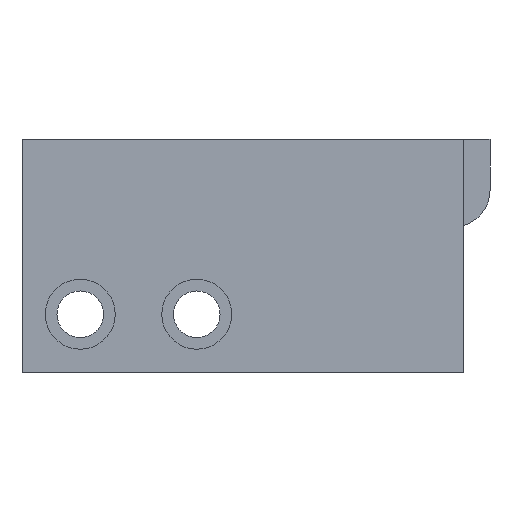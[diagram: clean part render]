
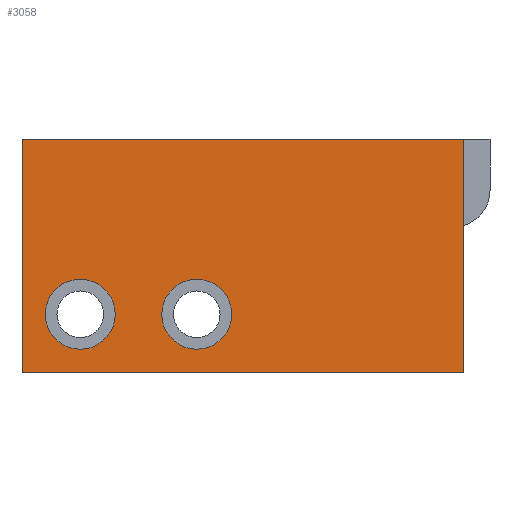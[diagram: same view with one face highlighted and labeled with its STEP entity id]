
A CAD part, front view. The second image highlights one B-rep face of the part: STEP entity #3058.
In plain terms, the highlighted planar face has unit normal (0, -1, 0).
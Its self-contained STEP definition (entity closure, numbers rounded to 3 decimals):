
#85 = CARTESIAN_POINT ( 'NONE',  ( 2.867, 0., -5. ) ) ;
#96 = EDGE_CURVE ( 'NONE', #1894, #303, #2570, .T. ) ;
#151 = LINE ( 'NONE', #1972, #1365 ) ;
#173 = CIRCLE ( 'NONE', #1020, 1.2 ) ;
#303 = VERTEX_POINT ( 'NONE', #2350 ) ;
#404 = DIRECTION ( 'NONE',  ( 0., 0., -1. ) ) ;
#479 = CARTESIAN_POINT ( 'NONE',  ( -10.3, 0., -1.8 ) ) ;
#485 = EDGE_CURVE ( 'NONE', #2143, #2338, #173, .T. ) ;
#493 = DIRECTION ( 'NONE',  ( 0., -1., 0. ) ) ;
#502 = VERTEX_POINT ( 'NONE', #1515 ) ;
#515 = ORIENTED_EDGE ( 'NONE', *, *, #886, .F. ) ;
#518 = CARTESIAN_POINT ( 'NONE',  ( 2.867, 0., 3. ) ) ;
#596 = AXIS2_PLACEMENT_3D ( 'NONE', #2789, #493, #404 ) ;
#608 = EDGE_CURVE ( 'NONE', #2130, #2288, #863, .T. ) ;
#629 = EDGE_CURVE ( 'NONE', #2288, #2130, #1089, .T. ) ;
#636 = EDGE_CURVE ( 'NONE', #1140, #1894, #151, .T. ) ;
#675 = DIRECTION ( 'NONE',  ( 0., 0., -1. ) ) ;
#784 = DIRECTION ( 'NONE',  ( -1., 0., 0. ) ) ;
#822 = ORIENTED_EDGE ( 'NONE', *, *, #485, .F. ) ;
#863 = CIRCLE ( 'NONE', #596, 1.2 ) ;
#886 = EDGE_CURVE ( 'NONE', #2338, #2143, #2420, .T. ) ;
#890 = DIRECTION ( 'NONE',  ( 0., -1., 0. ) ) ;
#1020 = AXIS2_PLACEMENT_3D ( 'NONE', #3182, #890, #675 ) ;
#1089 = CIRCLE ( 'NONE', #2964, 1.2 ) ;
#1140 = VERTEX_POINT ( 'NONE', #1582 ) ;
#1224 = EDGE_CURVE ( 'NONE', #1140, #502, #2424, .T. ) ;
#1266 = EDGE_LOOP ( 'NONE', ( #2212, #1367 ) ) ;
#1271 = FACE_BOUND ( 'NONE', #1266, .T. ) ;
#1305 = PLANE ( 'NONE',  #1734 ) ;
#1365 = VECTOR ( 'NONE', #1495, 1000. ) ;
#1367 = ORIENTED_EDGE ( 'NONE', *, *, #608, .F. ) ;
#1400 = CARTESIAN_POINT ( 'NONE',  ( -6.3, 0., -3. ) ) ;
#1495 = DIRECTION ( 'NONE',  ( 1., 0., 0. ) ) ;
#1515 = CARTESIAN_POINT ( 'NONE',  ( -12.3, 0., -5. ) ) ;
#1523 = VECTOR ( 'NONE', #2671, 1000. ) ;
#1532 = ORIENTED_EDGE ( 'NONE', *, *, #636, .F. ) ;
#1563 = EDGE_LOOP ( 'NONE', ( #515, #822 ) ) ;
#1567 = ORIENTED_EDGE ( 'NONE', *, *, #3183, .F. ) ;
#1582 = CARTESIAN_POINT ( 'NONE',  ( -12.3, 0., 3. ) ) ;
#1583 = CARTESIAN_POINT ( 'NONE',  ( -10.3, 0., -4.2 ) ) ;
#1601 = CARTESIAN_POINT ( 'NONE',  ( 2.867, 0., 3. ) ) ;
#1729 = AXIS2_PLACEMENT_3D ( 'NONE', #1400, #2384, #2414 ) ;
#1734 = AXIS2_PLACEMENT_3D ( 'NONE', #3079, #1775, #784 ) ;
#1775 = DIRECTION ( 'NONE',  ( 0., 1., 0. ) ) ;
#1808 = DIRECTION ( 'NONE',  ( 0., 0., -1. ) ) ;
#1894 = VERTEX_POINT ( 'NONE', #1601 ) ;
#1972 = CARTESIAN_POINT ( 'NONE',  ( 2.867, 0., 3. ) ) ;
#2055 = FACE_OUTER_BOUND ( 'NONE', #2723, .T. ) ;
#2130 = VERTEX_POINT ( 'NONE', #479 ) ;
#2141 = CARTESIAN_POINT ( 'NONE',  ( -6.3, 0., -4.2 ) ) ;
#2143 = VERTEX_POINT ( 'NONE', #2972 ) ;
#2212 = ORIENTED_EDGE ( 'NONE', *, *, #629, .F. ) ;
#2288 = VERTEX_POINT ( 'NONE', #1583 ) ;
#2338 = VERTEX_POINT ( 'NONE', #2141 ) ;
#2350 = CARTESIAN_POINT ( 'NONE',  ( 2.867, 0., -5. ) ) ;
#2384 = DIRECTION ( 'NONE',  ( 0., -1., 0. ) ) ;
#2414 = DIRECTION ( 'NONE',  ( 0., 0., -1. ) ) ;
#2420 = CIRCLE ( 'NONE', #1729, 1.2 ) ;
#2424 = LINE ( 'NONE', #3161, #2606 ) ;
#2439 = CARTESIAN_POINT ( 'NONE',  ( -10.3, 0., -3. ) ) ;
#2570 = LINE ( 'NONE', #518, #2921 ) ;
#2573 = FACE_BOUND ( 'NONE', #1563, .T. ) ;
#2604 = LINE ( 'NONE', #85, #1523 ) ;
#2606 = VECTOR ( 'NONE', #2630, 1000. ) ;
#2630 = DIRECTION ( 'NONE',  ( 0., 0., -1. ) ) ;
#2671 = DIRECTION ( 'NONE',  ( -1., 0., 0. ) ) ;
#2723 = EDGE_LOOP ( 'NONE', ( #1532, #3159, #1567, #3255 ) ) ;
#2789 = CARTESIAN_POINT ( 'NONE',  ( -10.3, 0., -3. ) ) ;
#2921 = VECTOR ( 'NONE', #1808, 1000. ) ;
#2964 = AXIS2_PLACEMENT_3D ( 'NONE', #2439, #3265, #3226 ) ;
#2972 = CARTESIAN_POINT ( 'NONE',  ( -6.3, 0., -1.8 ) ) ;
#3058 = ADVANCED_FACE ( 'NONE', ( #1271, #2573, #2055 ), #1305, .F. ) ;
#3079 = CARTESIAN_POINT ( 'NONE',  ( 2.867, 0., 3. ) ) ;
#3159 = ORIENTED_EDGE ( 'NONE', *, *, #1224, .T. ) ;
#3161 = CARTESIAN_POINT ( 'NONE',  ( -12.3, 0., -5. ) ) ;
#3182 = CARTESIAN_POINT ( 'NONE',  ( -6.3, 0., -3. ) ) ;
#3183 = EDGE_CURVE ( 'NONE', #303, #502, #2604, .T. ) ;
#3226 = DIRECTION ( 'NONE',  ( 0., 0., -1. ) ) ;
#3255 = ORIENTED_EDGE ( 'NONE', *, *, #96, .F. ) ;
#3265 = DIRECTION ( 'NONE',  ( 0., -1., 0. ) ) ;
